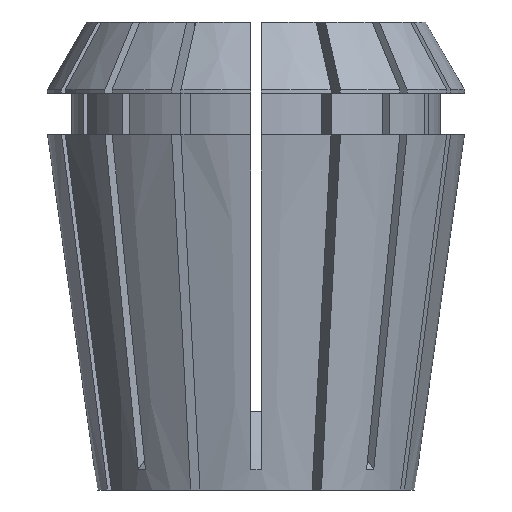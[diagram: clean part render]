
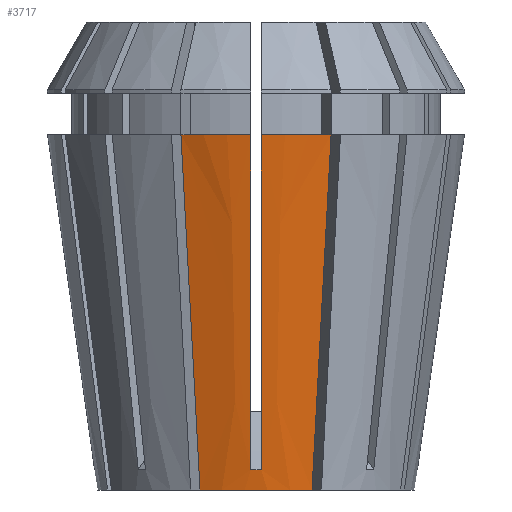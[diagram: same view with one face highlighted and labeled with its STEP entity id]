
A CAD part, left-side view. The second image highlights one B-rep face of the part: STEP entity #3717.
In plain terms, the highlighted conical face has half-angle 8 degrees and reference radius 15.595 mm.
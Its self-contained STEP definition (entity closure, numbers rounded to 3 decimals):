
#3 = CARTESIAN_POINT ( 'NONE',  ( 0., 0., 34.9 ) ) ;
#141 = EDGE_CURVE ( 'NONE', #4700, #2031, #2738, .T. ) ;
#261 = AXIS2_PLACEMENT_3D ( 'NONE', #3, #1266, #2988 ) ;
#299 = CARTESIAN_POINT ( 'NONE',  ( -15.87, -0.5, 2.007 ) ) ;
#391 = CARTESIAN_POINT ( 'NONE',  ( -15.982, -0.5, 2.803 ) ) ;
#709 = VERTEX_POINT ( 'NONE', #4716 ) ;
#809 = CARTESIAN_POINT ( 'NONE',  ( -16.094, 0.5, 3.6 ) ) ;
#858 = DIRECTION ( 'NONE',  ( 0., 0., -1. ) ) ;
#869 = CARTESIAN_POINT ( 'NONE',  ( -20.494, -0.5, 34.9 ) ) ;
#1018 = CARTESIAN_POINT ( 'NONE',  ( -19.126, -7.381, 34.9 ) ) ;
#1067 = B_SPLINE_CURVE_WITH_KNOTS ( 'NONE', 3,
 ( #1600, #2854, #4612, #5028 ),
 .UNSPECIFIED., .F., .F.,
 ( 4, 4 ),
 ( 0., 0.035 ),
 .UNSPECIFIED. ) ;
#1079 = VERTEX_POINT ( 'NONE', #299 ) ;
#1266 = DIRECTION ( 'NONE',  ( 0., 0., -1. ) ) ;
#1302 = CARTESIAN_POINT ( 'NONE',  ( -20.277, 0.5, 33.356 ) ) ;
#1326 = EDGE_CURVE ( 'NONE', #2342, #3927, #1923, .T. ) ;
#1561 = DIRECTION ( 'NONE',  ( -1., 0., 0. ) ) ;
#1600 = CARTESIAN_POINT ( 'NONE',  ( -19.126, -7.381, 34.9 ) ) ;
#1661 = CARTESIAN_POINT ( 'NONE',  ( -20.169, 0.5, 32.584 ) ) ;
#1668 = CARTESIAN_POINT ( 'NONE',  ( -15.982, 0.5, 2.803 ) ) ;
#1674 = CARTESIAN_POINT ( 'NONE',  ( -15.87, -0.5, 2.007 ) ) ;
#1711 = ORIENTED_EDGE ( 'NONE', *, *, #2123, .T. ) ;
#1737 = CARTESIAN_POINT ( 'NONE',  ( -18.848, -0.5, 23.188 ) ) ;
#1752 = EDGE_LOOP ( 'NONE', ( #1711, #2638, #2082, #4592, #2221, #4368, #3575, #2553 ) ) ;
#1864 = AXIS2_PLACEMENT_3D ( 'NONE', #4913, #3230, #1561 ) ;
#1923 = CIRCLE ( 'NONE', #3067, 20.5 ) ;
#1965 = VERTEX_POINT ( 'NONE', #5299 ) ;
#1996 = EDGE_CURVE ( 'NONE', #2342, #2375, #1067, .T. ) ;
#2031 = VERTEX_POINT ( 'NONE', #2836 ) ;
#2069 = CARTESIAN_POINT ( 'NONE',  ( -16.206, -0.5, 4.396 ) ) ;
#2082 = ORIENTED_EDGE ( 'NONE', *, *, #2994, .F. ) ;
#2123 = EDGE_CURVE ( 'NONE', #4700, #709, #2721, .T. ) ;
#2143 = EDGE_CURVE ( 'NONE', #3927, #1079, #3688, .T. ) ;
#2221 = ORIENTED_EDGE ( 'NONE', *, *, #1326, .T. ) ;
#2235 = CARTESIAN_POINT ( 'NONE',  ( -15.87, 0.5, 2.007 ) ) ;
#2269 = CARTESIAN_POINT ( 'NONE',  ( -16.104, 6.129, 11.633 ) ) ;
#2309 = CARTESIAN_POINT ( 'NONE',  ( -14.592, -5.503, 0. ) ) ;
#2342 = VERTEX_POINT ( 'NONE', #1018 ) ;
#2375 = VERTEX_POINT ( 'NONE', #2309 ) ;
#2401 = CARTESIAN_POINT ( 'NONE',  ( -15.879, -0.167, 1.998 ) ) ;
#2433 = DIRECTION ( 'NONE',  ( 0., 0., 1. ) ) ;
#2553 = ORIENTED_EDGE ( 'NONE', *, *, #141, .F. ) ;
#2573 = CONICAL_SURFACE ( 'NONE', #3345, 15.595, 0.14 ) ;
#2638 = ORIENTED_EDGE ( 'NONE', *, *, #4856, .T. ) ;
#2721 = CIRCLE ( 'NONE', #261, 20.5 ) ;
#2738 = B_SPLINE_CURVE_WITH_KNOTS ( 'NONE', 3,
 ( #4239, #3868, #1302, #1661, #4641, #2941, #3383, #809, #1668, #2235 ),
 .UNSPECIFIED., .F., .F.,
 ( 4, 3, 3, 4 ),
 ( 0.074, 0.077, 0.105, 0.108 ),
 .UNSPECIFIED. ) ;
#2755 = CARTESIAN_POINT ( 'NONE',  ( -19.126, 7.381, 34.9 ) ) ;
#2836 = CARTESIAN_POINT ( 'NONE',  ( -15.87, 0.5, 2.007 ) ) ;
#2849 = CARTESIAN_POINT ( 'NONE',  ( -15.87, 0.5, 2.007 ) ) ;
#2854 = CARTESIAN_POINT ( 'NONE',  ( -17.615, -6.755, 23.267 ) ) ;
#2941 = CARTESIAN_POINT ( 'NONE',  ( -17.527, 0.5, 13.792 ) ) ;
#2947 = CARTESIAN_POINT ( 'NONE',  ( -20.277, -0.5, 33.356 ) ) ;
#2988 = DIRECTION ( 'NONE',  ( -1., 0., 0. ) ) ;
#2994 = EDGE_CURVE ( 'NONE', #2375, #1965, #3995, .T. ) ;
#3008 = CARTESIAN_POINT ( 'NONE',  ( -20.494, -0.5, 34.9 ) ) ;
#3029 = DIRECTION ( 'NONE',  ( -1., 0., 0. ) ) ;
#3067 = AXIS2_PLACEMENT_3D ( 'NONE', #3426, #858, #3029 ) ;
#3230 = DIRECTION ( 'NONE',  ( 0., 0., -1. ) ) ;
#3318 = CARTESIAN_POINT ( 'NONE',  ( 0., 0., 0. ) ) ;
#3345 = AXIS2_PLACEMENT_3D ( 'NONE', #3318, #2433, #3790 ) ;
#3383 = CARTESIAN_POINT ( 'NONE',  ( -16.206, 0.5, 4.396 ) ) ;
#3426 = CARTESIAN_POINT ( 'NONE',  ( 0., 0., 34.9 ) ) ;
#3449 = B_SPLINE_CURVE_WITH_KNOTS ( 'NONE', 3,
 ( #2755, #3597, #2269, #4804 ),
 .UNSPECIFIED., .F., .F.,
 ( 4, 4 ),
 ( 0., 0.035 ),
 .UNSPECIFIED. ) ;
#3462 = CARTESIAN_POINT ( 'NONE',  ( -20.494, 0.5, 34.9 ) ) ;
#3575 = ORIENTED_EDGE ( 'NONE', *, *, #4503, .F. ) ;
#3597 = CARTESIAN_POINT ( 'NONE',  ( -17.615, 6.755, 23.267 ) ) ;
#3688 = B_SPLINE_CURVE_WITH_KNOTS ( 'NONE', 3,
 ( #869, #4649, #2947, #3876, #1737, #3857, #2069, #4280, #391, #1674 ),
 .UNSPECIFIED., .F., .F.,
 ( 4, 3, 3, 4 ),
 ( 0.074, 0.077, 0.105, 0.108 ),
 .UNSPECIFIED. ) ;
#3717 = ADVANCED_FACE ( 'NONE', ( #4973 ), #2573, .T. ) ;
#3790 = DIRECTION ( 'NONE',  ( 1., 0., 0. ) ) ;
#3857 = CARTESIAN_POINT ( 'NONE',  ( -17.527, -0.5, 13.792 ) ) ;
#3868 = CARTESIAN_POINT ( 'NONE',  ( -20.386, 0.5, 34.128 ) ) ;
#3876 = CARTESIAN_POINT ( 'NONE',  ( -20.169, -0.5, 32.584 ) ) ;
#3927 = VERTEX_POINT ( 'NONE', #3008 ) ;
#3995 = CIRCLE ( 'NONE', #1864, 15.595 ) ;
#4239 = CARTESIAN_POINT ( 'NONE',  ( -20.494, 0.5, 34.9 ) ) ;
#4280 = CARTESIAN_POINT ( 'NONE',  ( -16.094, -0.5, 3.6 ) ) ;
#4301 = B_SPLINE_CURVE_WITH_KNOTS ( 'NONE', 3,
 ( #2849, #4949, #2401, #4972 ),
 .UNSPECIFIED., .F., .F.,
 ( 4, 4 ),
 ( 0., 0.001 ),
 .UNSPECIFIED. ) ;
#4368 = ORIENTED_EDGE ( 'NONE', *, *, #2143, .T. ) ;
#4503 = EDGE_CURVE ( 'NONE', #2031, #1079, #4301, .T. ) ;
#4592 = ORIENTED_EDGE ( 'NONE', *, *, #1996, .F. ) ;
#4612 = CARTESIAN_POINT ( 'NONE',  ( -16.104, -6.129, 11.633 ) ) ;
#4641 = CARTESIAN_POINT ( 'NONE',  ( -18.848, 0.5, 23.188 ) ) ;
#4649 = CARTESIAN_POINT ( 'NONE',  ( -20.386, -0.5, 34.128 ) ) ;
#4700 = VERTEX_POINT ( 'NONE', #3462 ) ;
#4716 = CARTESIAN_POINT ( 'NONE',  ( -19.126, 7.381, 34.9 ) ) ;
#4804 = CARTESIAN_POINT ( 'NONE',  ( -14.592, 5.503, 0. ) ) ;
#4856 = EDGE_CURVE ( 'NONE', #709, #1965, #3449, .T. ) ;
#4913 = CARTESIAN_POINT ( 'NONE',  ( 0., 0., 0. ) ) ;
#4949 = CARTESIAN_POINT ( 'NONE',  ( -15.879, 0.167, 1.998 ) ) ;
#4972 = CARTESIAN_POINT ( 'NONE',  ( -15.87, -0.5, 2.007 ) ) ;
#4973 = FACE_OUTER_BOUND ( 'NONE', #1752, .T. ) ;
#5028 = CARTESIAN_POINT ( 'NONE',  ( -14.592, -5.503, 0. ) ) ;
#5299 = CARTESIAN_POINT ( 'NONE',  ( -14.592, 5.503, 0. ) ) ;
